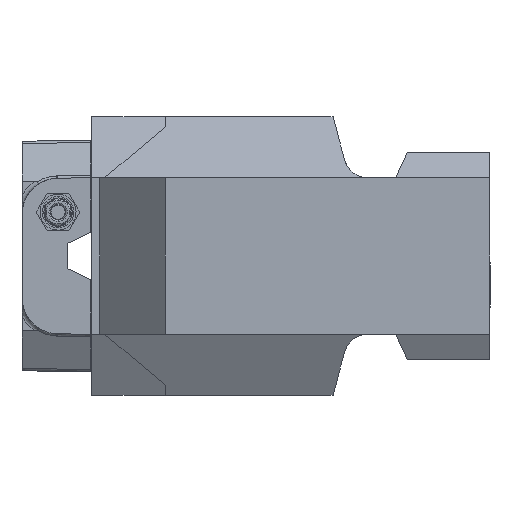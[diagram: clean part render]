
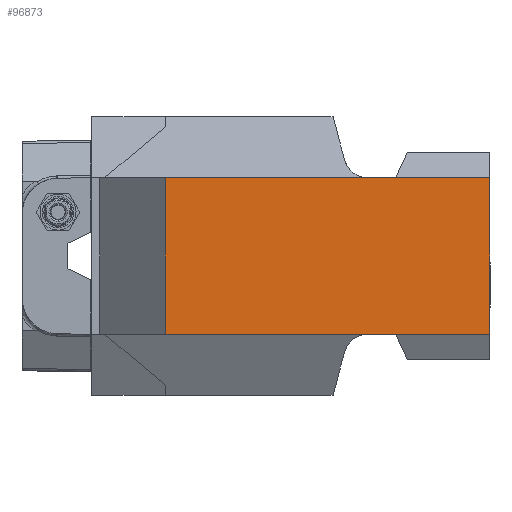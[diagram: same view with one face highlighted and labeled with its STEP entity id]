
A CAD part, left-side view. The second image highlights one B-rep face of the part: STEP entity #96873.
In plain terms, the highlighted planar face has unit normal (-1, 0, 0).
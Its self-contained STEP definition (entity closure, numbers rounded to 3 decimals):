
#3044 = CARTESIAN_POINT ( 'NONE',  ( -162.5, 207., 50. ) ) ;
#3444 = CARTESIAN_POINT ( 'NONE',  ( -162.5, 0., -50. ) ) ;
#5827 = FACE_OUTER_BOUND ( 'NONE', #76805, .T. ) ;
#11153 = LINE ( 'NONE', #3444, #49380 ) ;
#12165 = VERTEX_POINT ( 'NONE', #184952 ) ;
#13771 = CARTESIAN_POINT ( 'NONE',  ( -162.5, 0., 50. ) ) ;
#16353 = ORIENTED_EDGE ( 'NONE', *, *, #30355, .T. ) ;
#16750 = CARTESIAN_POINT ( 'NONE',  ( -162.5, 0., -50. ) ) ;
#17856 = DIRECTION ( 'NONE',  ( 0., -1., 0. ) ) ;
#20826 = CARTESIAN_POINT ( 'NONE',  ( -162.5, 0., 50. ) ) ;
#30355 = EDGE_CURVE ( 'NONE', #12165, #88560, #11153, .T. ) ;
#35251 = DIRECTION ( 'NONE',  ( 0., -1., 0. ) ) ;
#44670 = CARTESIAN_POINT ( 'NONE',  ( -162.5, 0., -50. ) ) ;
#48458 = VECTOR ( 'NONE', #107565, 1000. ) ;
#49380 = VECTOR ( 'NONE', #17856, 1000. ) ;
#51887 = EDGE_CURVE ( 'NONE', #88560, #155326, #163539, .T. ) ;
#55396 = DIRECTION ( 'NONE',  ( 0., 0., 1. ) ) ;
#62095 = AXIS2_PLACEMENT_3D ( 'NONE', #44670, #160713, #74282 ) ;
#74282 = DIRECTION ( 'NONE',  ( 0., 0., 1. ) ) ;
#76805 = EDGE_LOOP ( 'NONE', ( #107421, #100122, #143372, #16353 ) ) ;
#84101 = VERTEX_POINT ( 'NONE', #3044 ) ;
#88560 = VERTEX_POINT ( 'NONE', #16750 ) ;
#96873 = ADVANCED_FACE ( 'NONE', ( #5827 ), #146262, .T. ) ;
#99306 = EDGE_CURVE ( 'NONE', #12165, #84101, #130702, .T. ) ;
#99360 = LINE ( 'NONE', #20826, #103885 ) ;
#100122 = ORIENTED_EDGE ( 'NONE', *, *, #126014, .F. ) ;
#103885 = VECTOR ( 'NONE', #35251, 1000. ) ;
#107421 = ORIENTED_EDGE ( 'NONE', *, *, #51887, .T. ) ;
#107565 = DIRECTION ( 'NONE',  ( 0., 0., 1. ) ) ;
#122802 = CARTESIAN_POINT ( 'NONE',  ( -162.5, 0., -50. ) ) ;
#126014 = EDGE_CURVE ( 'NONE', #84101, #155326, #99360, .T. ) ;
#127278 = CARTESIAN_POINT ( 'NONE',  ( -162.5, 207., -50. ) ) ;
#130702 = LINE ( 'NONE', #127278, #148787 ) ;
#143372 = ORIENTED_EDGE ( 'NONE', *, *, #99306, .F. ) ;
#146262 = PLANE ( 'NONE',  #62095 ) ;
#148787 = VECTOR ( 'NONE', #55396, 1000. ) ;
#155326 = VERTEX_POINT ( 'NONE', #13771 ) ;
#160713 = DIRECTION ( 'NONE',  ( -1., 0., 0. ) ) ;
#163539 = LINE ( 'NONE', #122802, #48458 ) ;
#184952 = CARTESIAN_POINT ( 'NONE',  ( -162.5, 207., -50. ) ) ;
